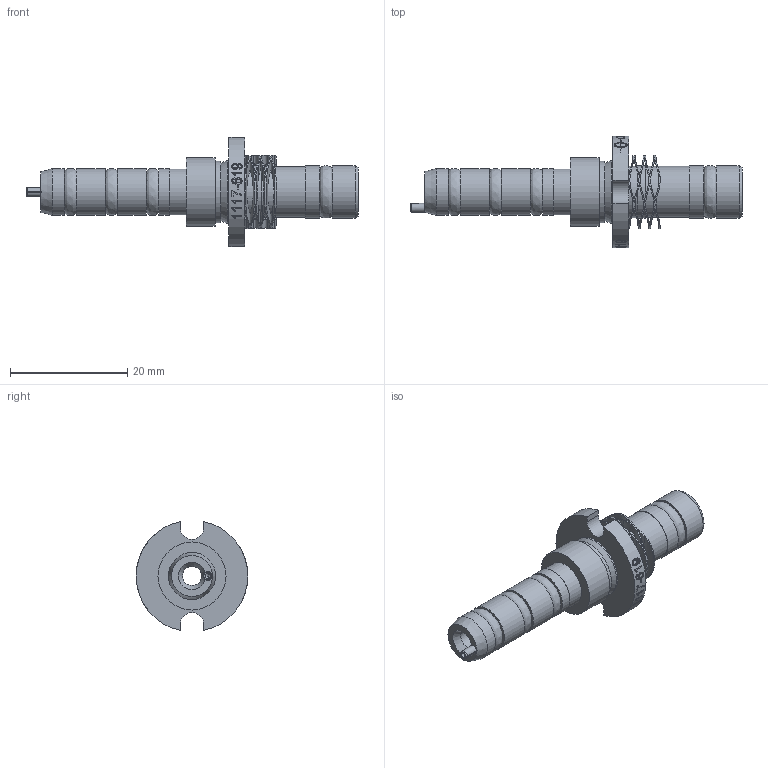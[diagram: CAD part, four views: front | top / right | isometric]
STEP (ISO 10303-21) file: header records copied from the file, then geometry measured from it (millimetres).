
FILE_DESCRIPTION(/* description */ (''),/* implementation_level */ '2;1');
FILE_NAME(/* name */ '1117-619-IC.stp',/* time_stamp */ '2020-05-14T15:38:15-05:00',/* author */ ('moorera'),/* organization */ (''),/* preprocessor_version */ 'ST-DEVELOPER v18.1',/* originating_system */ 'Autodesk Inventor 2020',/* authorisation */ '');
FILE_SCHEMA (('AUTOMOTIVE_DESIGN { 1 0 10303 214 3 1 1 }'));
Length unit declared in the file: millimetre
Products named in the file (1): 1117-619-IC
Bounding box: 56.55 x 19 x 18.57 mm (x, y, z)
Volume: 3361.1 mm3; surface area: 4005.2 mm2
Topology: 6 solids, 6 shells, 412 faces, 1142 edges, 769 vertices
Faces by surface type: cylinder 146, bspline 145, plane 112, cone 9
Full cylindrical faces by diameter (mm): 1.5 x1, 3.242 x1, 3.5 x1, 5.6 x3, 6.6 x1, 7.8 x1, 8 x4, 8.7 x1, 8.8 x1, 8.9 x3, 9.601 x1, 10.54 x1, 10.75 x1, 11.6 x1, 12.446 x1
Entity records: 18031 total; most frequent: CARTESIAN_POINT 8333, ORIENTED_EDGE 2286, DIRECTION 1430, EDGE_CURVE 1143, VERTEX_POINT 773, AXIS2_PLACEMENT_3D 508, B_SPLINE_CURVE_WITH_KNOTS 489, EDGE_LOOP 484
